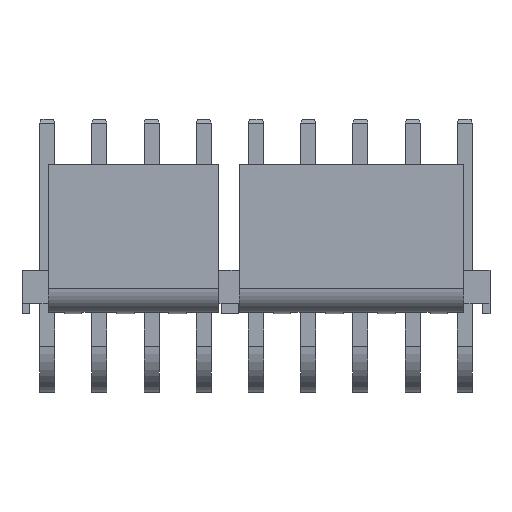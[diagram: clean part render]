
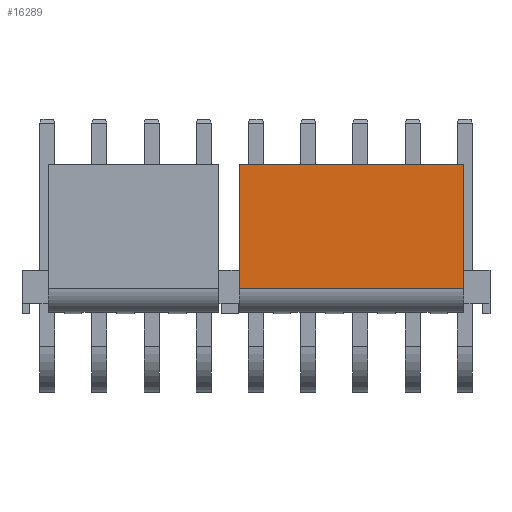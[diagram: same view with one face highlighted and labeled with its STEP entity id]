
A CAD part, top view. The second image highlights one B-rep face of the part: STEP entity #16289.
In plain terms, the highlighted planar face has unit normal (0, 0, 1).
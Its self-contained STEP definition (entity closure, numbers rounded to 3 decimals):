
#2381 = PLANE('',#2382);
#2382 = AXIS2_PLACEMENT_3D('',#2383,#2384,#2385);
#2383 = CARTESIAN_POINT('',(31.605,19.345,10.01));
#2384 = DIRECTION('',(-1.,0.,0.));
#2385 = DIRECTION('',(0.,-1.,0.));
#2883 = PLANE('',#2884);
#2884 = AXIS2_PLACEMENT_3D('',#2885,#2886,#2887);
#2885 = CARTESIAN_POINT('',(14.577,4.715,10.01));
#2886 = DIRECTION('',(1.,0.,0.));
#2887 = DIRECTION('',(0.,1.,0.));
#8260 = EDGE_CURVE('',#8261,#8263,#8265,.T.);
#8261 = VERTEX_POINT('',#8262);
#8262 = CARTESIAN_POINT('',(14.577,7.32,10.01));
#8263 = VERTEX_POINT('',#8264);
#8264 = CARTESIAN_POINT('',(14.577,16.74,10.01));
#8265 = SURFACE_CURVE('',#8266,(#8270,#8277),.PCURVE_S1.);
#8266 = LINE('',#8267,#8268);
#8267 = CARTESIAN_POINT('',(14.577,4.715,10.01));
#8268 = VECTOR('',#8269,1.);
#8269 = DIRECTION('',(0.,1.,0.));
#8270 = PCURVE('',#2883,#8271);
#8271 = DEFINITIONAL_REPRESENTATION('',(#8272),#8276);
#8272 = LINE('',#8273,#8274);
#8273 = CARTESIAN_POINT('',(0.,0.));
#8274 = VECTOR('',#8275,1.);
#8275 = DIRECTION('',(1.,0.));
#8276 = ( GEOMETRIC_REPRESENTATION_CONTEXT(2)
PARAMETRIC_REPRESENTATION_CONTEXT() REPRESENTATION_CONTEXT('2D SPACE',''
) );
#8277 = PCURVE('',#8278,#8283);
#8278 = PLANE('',#8279);
#8279 = AXIS2_PLACEMENT_3D('',#8280,#8281,#8282);
#8280 = CARTESIAN_POINT('',(33.585,16.74,10.01));
#8281 = DIRECTION('',(0.,0.,1.));
#8282 = DIRECTION('',(0.,-1.,0.));
#8283 = DEFINITIONAL_REPRESENTATION('',(#8284),#8288);
#8284 = LINE('',#8285,#8286);
#8285 = CARTESIAN_POINT('',(12.025,-19.008));
#8286 = VECTOR('',#8287,1.);
#8287 = DIRECTION('',(-1.,0.));
#8288 = ( GEOMETRIC_REPRESENTATION_CONTEXT(2)
PARAMETRIC_REPRESENTATION_CONTEXT() REPRESENTATION_CONTEXT('2D SPACE',''
) );
#8307 = CYLINDRICAL_SURFACE('',#8308,1.948);
#8308 = AXIS2_PLACEMENT_3D('',#8309,#8310,#8311);
#8309 = CARTESIAN_POINT('',(33.585,7.357,8.063));
#8310 = DIRECTION('',(1.,0.,0.));
#8311 = DIRECTION('',(0.,-0.019,
1.));
#8539 = PLANE('',#8540);
#8540 = AXIS2_PLACEMENT_3D('',#8541,#8542,#8543);
#8541 = CARTESIAN_POINT('',(33.585,16.74,9.24));
#8542 = DIRECTION('',(0.,1.,0.));
#8543 = DIRECTION('',(0.,0.,1.));
#9343 = EDGE_CURVE('',#9344,#9346,#9348,.T.);
#9344 = VERTEX_POINT('',#9345);
#9345 = CARTESIAN_POINT('',(31.605,16.74,10.01));
#9346 = VERTEX_POINT('',#9347);
#9347 = CARTESIAN_POINT('',(31.605,7.32,10.01));
#9348 = SURFACE_CURVE('',#9349,(#9353,#9360),.PCURVE_S1.);
#9349 = LINE('',#9350,#9351);
#9350 = CARTESIAN_POINT('',(31.605,19.345,10.01));
#9351 = VECTOR('',#9352,1.);
#9352 = DIRECTION('',(0.,-1.,0.));
#9353 = PCURVE('',#2381,#9354);
#9354 = DEFINITIONAL_REPRESENTATION('',(#9355),#9359);
#9355 = LINE('',#9356,#9357);
#9356 = CARTESIAN_POINT('',(0.,0.));
#9357 = VECTOR('',#9358,1.);
#9358 = DIRECTION('',(1.,0.));
#9359 = ( GEOMETRIC_REPRESENTATION_CONTEXT(2)
PARAMETRIC_REPRESENTATION_CONTEXT() REPRESENTATION_CONTEXT('2D SPACE',''
) );
#9360 = PCURVE('',#8278,#9361);
#9361 = DEFINITIONAL_REPRESENTATION('',(#9362),#9366);
#9362 = LINE('',#9363,#9364);
#9363 = CARTESIAN_POINT('',(-2.605,-1.98));
#9364 = VECTOR('',#9365,1.);
#9365 = DIRECTION('',(1.,0.));
#9366 = ( GEOMETRIC_REPRESENTATION_CONTEXT(2)
PARAMETRIC_REPRESENTATION_CONTEXT() REPRESENTATION_CONTEXT('2D SPACE',''
) );
#16289 = ADVANCED_FACE('',(#16290),#8278,.T.);
#16290 = FACE_BOUND('',#16291,.T.);
#16291 = EDGE_LOOP('',(#16292,#16293,#16314,#16315));
#16292 = ORIENTED_EDGE('',*,*,#9343,.F.);
#16293 = ORIENTED_EDGE('',*,*,#16294,.T.);
#16294 = EDGE_CURVE('',#9344,#8263,#16295,.T.);
#16295 = SURFACE_CURVE('',#16296,(#16300,#16307),.PCURVE_S1.);
#16296 = LINE('',#16297,#16298);
#16297 = CARTESIAN_POINT('',(33.585,16.74,10.01));
#16298 = VECTOR('',#16299,1.);
#16299 = DIRECTION('',(-1.,0.,0.));
#16300 = PCURVE('',#8278,#16301);
#16301 = DEFINITIONAL_REPRESENTATION('',(#16302),#16306);
#16302 = LINE('',#16303,#16304);
#16303 = CARTESIAN_POINT('',(0.,0.));
#16304 = VECTOR('',#16305,1.);
#16305 = DIRECTION('',(0.,-1.));
#16306 = ( GEOMETRIC_REPRESENTATION_CONTEXT(2)
PARAMETRIC_REPRESENTATION_CONTEXT() REPRESENTATION_CONTEXT('2D SPACE',''
) );
#16307 = PCURVE('',#8539,#16308);
#16308 = DEFINITIONAL_REPRESENTATION('',(#16309),#16313);
#16309 = LINE('',#16310,#16311);
#16310 = CARTESIAN_POINT('',(0.77,0.));
#16311 = VECTOR('',#16312,1.);
#16312 = DIRECTION('',(0.,-1.));
#16313 = ( GEOMETRIC_REPRESENTATION_CONTEXT(2)
PARAMETRIC_REPRESENTATION_CONTEXT() REPRESENTATION_CONTEXT('2D SPACE',''
) );
#16314 = ORIENTED_EDGE('',*,*,#8260,.F.);
#16315 = ORIENTED_EDGE('',*,*,#16316,.F.);
#16316 = EDGE_CURVE('',#9346,#8261,#16317,.T.);
#16317 = SURFACE_CURVE('',#16318,(#16322,#16329),.PCURVE_S1.);
#16318 = LINE('',#16319,#16320);
#16319 = CARTESIAN_POINT('',(33.585,7.32,10.01));
#16320 = VECTOR('',#16321,1.);
#16321 = DIRECTION('',(-1.,0.,0.));
#16322 = PCURVE('',#8278,#16323);
#16323 = DEFINITIONAL_REPRESENTATION('',(#16324),#16328);
#16324 = LINE('',#16325,#16326);
#16325 = CARTESIAN_POINT('',(9.42,0.));
#16326 = VECTOR('',#16327,1.);
#16327 = DIRECTION('',(0.,-1.));
#16328 = ( GEOMETRIC_REPRESENTATION_CONTEXT(2)
PARAMETRIC_REPRESENTATION_CONTEXT() REPRESENTATION_CONTEXT('2D SPACE',''
) );
#16329 = PCURVE('',#8307,#16330);
#16330 = DEFINITIONAL_REPRESENTATION('',(#16331),#16335);
#16331 = LINE('',#16332,#16333);
#16332 = CARTESIAN_POINT('',(0.,0.));
#16333 = VECTOR('',#16334,1.);
#16334 = DIRECTION('',(0.,-1.));
#16335 = ( GEOMETRIC_REPRESENTATION_CONTEXT(2)
PARAMETRIC_REPRESENTATION_CONTEXT() REPRESENTATION_CONTEXT('2D SPACE',''
) );
